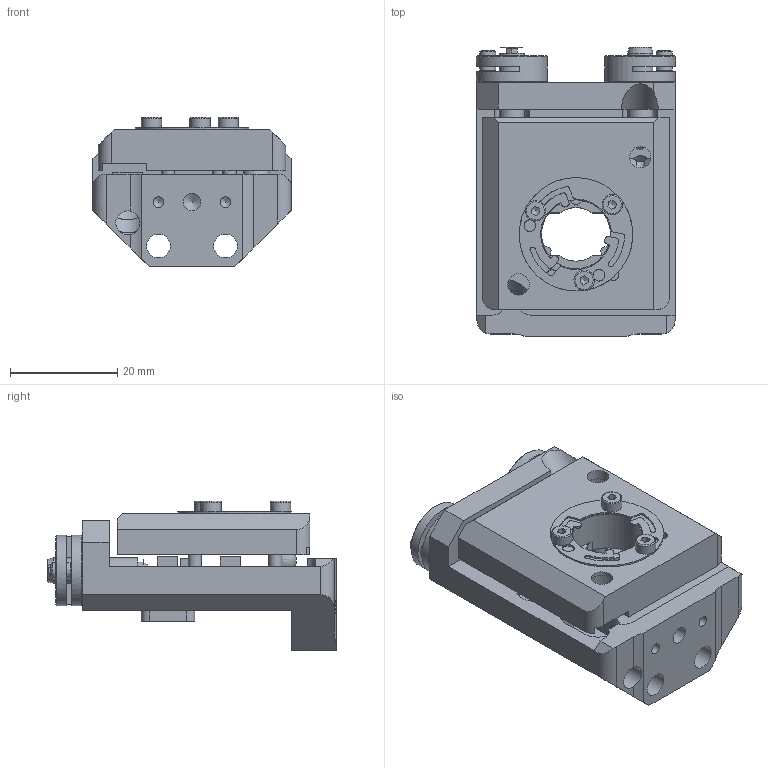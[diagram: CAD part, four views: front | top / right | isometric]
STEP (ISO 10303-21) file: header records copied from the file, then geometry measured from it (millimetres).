
FILE_DESCRIPTION(/* description */ (''),/* implementation_level */ '2;1');
FILE_NAME(/* name */ 'VSD2127 CAD.stp',/* time_stamp */ '2024-02-13T18:32:14+02:00',/* author */ ('vytau'),/* organization */ (''),/* preprocessor_version */ 'ST-DEVELOPER v18',/* originating_system */ 'Autodesk Inventor 2020',/* authorisation */ '');
FILE_SCHEMA (('CONFIG_CONTROL_DESIGN'));
Length unit declared in the file: millimetre
Products named in the file (1): VSD2127 CAD EXPORT_Substitute_2
Bounding box: 37.2 x 53.97 x 27.98 mm (x, y, z)
Volume: 22530 mm3; surface area: 13398.8 mm2
Topology: 5 solids, 5 shells, 417 faces, 1186 edges, 798 vertices
Faces by surface type: plane 234, cylinder 129, cone 37, torus 11, sphere 5, bspline 1
Full cylindrical faces by diameter (mm): 1.567 x3, 2 x2, 2.013 x2, 2.2 x2, 2.5 x3, 3 x4, 3.188 x2, 3.242 x1, 3.5 x3, 3.8 x3, 4 x3, 4.2 x2, 4.4 x2, 4.5 x4, 4.763 x4, 5 x2, 6.2 x3, 7 x4, 7.1 x4, 8 x1, 12.9 x1, 13.2 x2, 21.2 x1
Entity records: 13864 total; most frequent: CARTESIAN_POINT 2756, DIRECTION 2370, ORIENTED_EDGE 2326, EDGE_CURVE 1163, AXIS2_PLACEMENT_3D 879, VERTEX_POINT 798, LINE 612, VECTOR 612
